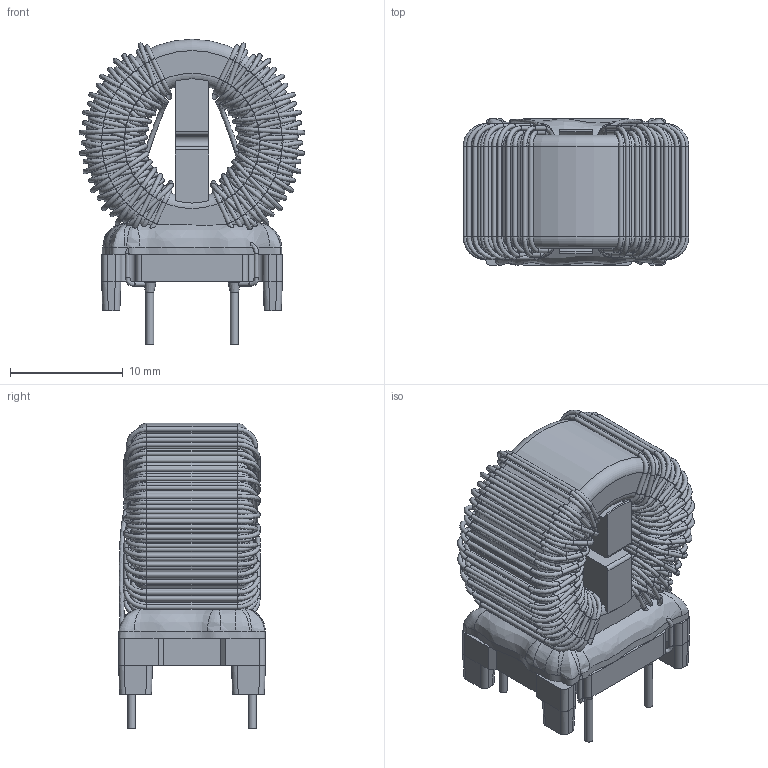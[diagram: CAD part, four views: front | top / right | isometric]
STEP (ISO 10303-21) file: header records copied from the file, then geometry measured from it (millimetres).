
FILE_DESCRIPTION(/* description */ ('Unknown'),/* implementation_level */ '2;1');
FILE_NAME(/* name */ '744823220_M',/* time_stamp */ '2023-06-13T13:38:50+02:00',/* author */ ('Unknown'),/* organization */ ('Unknown'),/* preprocessor_version */ 'ST-DEVELOPER v16.7',/* originating_system */ 'Solid Edge',/* authorisation */ 'Unknown');
FILE_SCHEMA (('AUTOMOTIVE_DESIGN {1 0 10303 214 3 1 1}'));
Length unit declared in the file: millimetre
Products named in the file (7): 744823220_M; Base; Spacer; Core; Turns; Solderpoint; Glue
Assembly tree (6 placements, depth 2):
  744823220_M
    Base
    Spacer
    Core
    Turns
    Solderpoint
    Glue
Bounding box: 20 x 13 x 27.05 mm (x, y, z)
Volume: 3097.8 mm3; surface area: 6539.7 mm2
Topology: 9 solids, 10 shells, 1043 faces, 2538 edges, 1432 vertices
Faces by surface type: cylinder 485, bspline 251, torus 202, plane 96, cone 9
Full cylindrical faces by diameter (mm): 0.4 x404, 0.7 x4, 10 x1, 18 x1
Entity records: 75014 total; most frequent: CARTESIAN_POINT 52355, DIRECTION 3740, ORIENTED_EDGE 2888, EDGE_LOOP 1943, FACE_BOUND 1943, AXIS2_PLACEMENT_3D 1748, EDGE_CURVE 1444, VERTEX_POINT 1231
